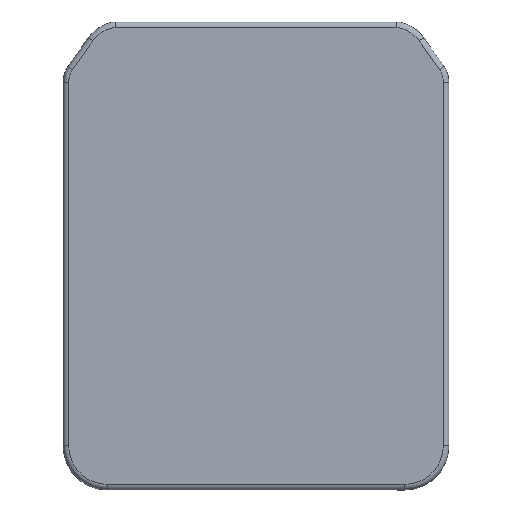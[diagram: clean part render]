
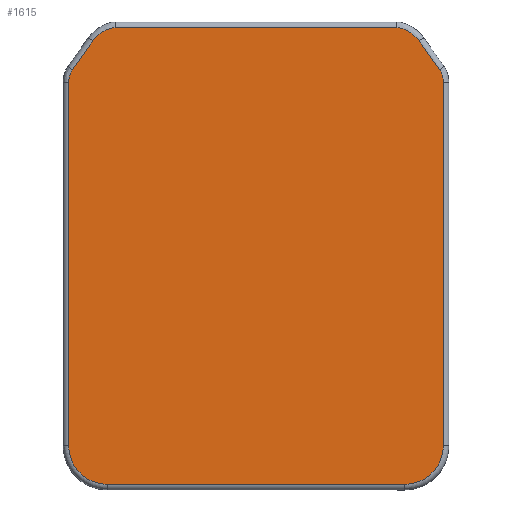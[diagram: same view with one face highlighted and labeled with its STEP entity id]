
A CAD part, top view. The second image highlights one B-rep face of the part: STEP entity #1615.
In plain terms, the highlighted planar face has unit normal (0, 0, 1).
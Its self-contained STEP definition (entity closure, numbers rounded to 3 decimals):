
#19=B_SPLINE_CURVE_WITH_KNOTS('',3,(#2528,#2529,#2530,#2531,#2532,#2533),
 .UNSPECIFIED.,.F.,.F.,(4,1,1,4),(-0.248,-0.177,
-0.106,0.),.UNSPECIFIED.);
#21=B_SPLINE_CURVE_WITH_KNOTS('',3,(#2594,#2595,#2596,#2597,#2598,#2599,
#2600,#2601,#2602),.UNSPECIFIED.,.F.,.F.,(4,1,1,1,1,1,4),(-0.482,
-0.447,-0.413,-0.344,-0.206,
-0.103,0.),.UNSPECIFIED.);
#23=B_SPLINE_CURVE_WITH_KNOTS('',3,(#2666,#2667,#2668,#2669,#2670,#2671,
#2672,#2673,#2674),.UNSPECIFIED.,.F.,.F.,(4,1,1,1,1,1,4),(-0.482,
-0.344,-0.206,-0.138,-0.069,
-0.034,0.),.UNSPECIFIED.);
#25=B_SPLINE_CURVE_WITH_KNOTS('',3,(#2718,#2719,#2720,#2721,#2722),
 .UNSPECIFIED.,.F.,.F.,(4,1,4),(-0.248,-0.106,0.),
 .UNSPECIFIED.);
#68=PLANE('',#1770);
#150=FACE_OUTER_BOUND('',#255,.T.);
#255=EDGE_LOOP('',(#1306,#1307,#1308,#1309,#1310,#1311,#1312,#1313,#1314,
#1315,#1316,#1317));
#367=LINE('',#2482,#527);
#368=LINE('',#2493,#528);
#370=LINE('',#2544,#530);
#372=LINE('',#2616,#532);
#374=LINE('',#2688,#534);
#376=LINE('',#2732,#536);
#527=VECTOR('',#2003,10.);
#528=VECTOR('',#2016,10.);
#530=VECTOR('',#2024,10.);
#532=VECTOR('',#2032,10.);
#534=VECTOR('',#2040,10.);
#536=VECTOR('',#2048,10.);
#671=CIRCLE('',#1745,6.932);
#682=CIRCLE('',#1762,6.932);
#760=VERTEX_POINT('',#2475);
#763=VERTEX_POINT('',#2480);
#765=VERTEX_POINT('',#2485);
#767=VERTEX_POINT('',#2491);
#769=VERTEX_POINT('',#2526);
#771=VERTEX_POINT('',#2542);
#773=VERTEX_POINT('',#2592);
#775=VERTEX_POINT('',#2614);
#777=VERTEX_POINT('',#2664);
#779=VERTEX_POINT('',#2686);
#781=VERTEX_POINT('',#2716);
#783=VERTEX_POINT('',#2730);
#933=EDGE_CURVE('',#763,#760,#367,.T.);
#935=EDGE_CURVE('',#765,#763,#671,.T.);
#938=EDGE_CURVE('',#767,#765,#368,.T.);
#941=EDGE_CURVE('',#769,#767,#19,.T.);
#944=EDGE_CURVE('',#771,#769,#370,.T.);
#947=EDGE_CURVE('',#773,#771,#21,.T.);
#950=EDGE_CURVE('',#775,#773,#372,.T.);
#953=EDGE_CURVE('',#777,#775,#23,.T.);
#956=EDGE_CURVE('',#779,#777,#374,.T.);
#959=EDGE_CURVE('',#781,#779,#25,.T.);
#962=EDGE_CURVE('',#783,#781,#376,.T.);
#964=EDGE_CURVE('',#760,#783,#682,.T.);
#1306=ORIENTED_EDGE('',*,*,#933,.F.);
#1307=ORIENTED_EDGE('',*,*,#935,.F.);
#1308=ORIENTED_EDGE('',*,*,#938,.F.);
#1309=ORIENTED_EDGE('',*,*,#941,.F.);
#1310=ORIENTED_EDGE('',*,*,#944,.F.);
#1311=ORIENTED_EDGE('',*,*,#947,.F.);
#1312=ORIENTED_EDGE('',*,*,#950,.F.);
#1313=ORIENTED_EDGE('',*,*,#953,.F.);
#1314=ORIENTED_EDGE('',*,*,#956,.F.);
#1315=ORIENTED_EDGE('',*,*,#959,.F.);
#1316=ORIENTED_EDGE('',*,*,#962,.F.);
#1317=ORIENTED_EDGE('',*,*,#964,.F.);
#1615=ADVANCED_FACE('',(#150),#68,.T.);
#1745=AXIS2_PLACEMENT_3D('',#2487,#2008,#2009);
#1762=AXIS2_PLACEMENT_3D('',#2735,#2052,#2053);
#1770=AXIS2_PLACEMENT_3D('',#2797,#2092,#2093);
#2003=DIRECTION('',(-1.,0.,0.));
#2008=DIRECTION('center_axis',(0.,0.,-1.));
#2009=DIRECTION('ref_axis',(0.707,-0.707,0.));
#2016=DIRECTION('',(0.,-1.,0.));
#2024=DIRECTION('',(0.577,-0.816,0.));
#2032=DIRECTION('',(1.,0.,0.));
#2040=DIRECTION('',(0.577,0.816,0.));
#2048=DIRECTION('',(0.,1.,0.));
#2052=DIRECTION('center_axis',(0.,0.,-1.));
#2053=DIRECTION('ref_axis',(-0.707,-0.707,0.));
#2092=DIRECTION('center_axis',(0.,0.,1.));
#2093=DIRECTION('ref_axis',(-1.,0.,0.));
#2475=CARTESIAN_POINT('',(-26.75,-12.682,28.1));
#2480=CARTESIAN_POINT('',(26.75,-12.682,28.1));
#2482=CARTESIAN_POINT('',(-13.375,-12.682,28.1));
#2485=CARTESIAN_POINT('',(33.682,-5.75,28.1));
#2487=CARTESIAN_POINT('Origin',(26.75,-5.75,28.1));
#2491=CARTESIAN_POINT('',(33.682,59.538,28.1));
#2493=CARTESIAN_POINT('',(33.682,11.317,28.1));
#2526=CARTESIAN_POINT('',(32.996,61.884,28.1));
#2528=CARTESIAN_POINT('Ctrl Pts',(32.996,61.884,28.1));
#2529=CARTESIAN_POINT('Ctrl Pts',(33.133,61.692,28.1));
#2530=CARTESIAN_POINT('Ctrl Pts',(33.356,61.272,28.1));
#2531=CARTESIAN_POINT('Ctrl Pts',(33.61,60.483,28.1));
#2532=CARTESIAN_POINT('Ctrl Pts',(33.682,59.893,28.1));
#2533=CARTESIAN_POINT('Ctrl Pts',(33.682,59.538,28.1));
#2542=CARTESIAN_POINT('',(29.348,67.044,28.1));
#2544=CARTESIAN_POINT('',(35.393,58.495,28.1));
#2592=CARTESIAN_POINT('',(25.336,69.45,28.1));
#2594=CARTESIAN_POINT('Ctrl Pts',(25.336,69.45,28.1));
#2595=CARTESIAN_POINT('Ctrl Pts',(25.45,69.45,28.1));
#2596=CARTESIAN_POINT('Ctrl Pts',(25.68,69.429,28.1));
#2597=CARTESIAN_POINT('Ctrl Pts',(26.129,69.336,28.1));
#2598=CARTESIAN_POINT('Ctrl Pts',(26.889,69.071,28.1));
#2599=CARTESIAN_POINT('Ctrl Pts',(27.794,68.562,28.1));
#2600=CARTESIAN_POINT('Ctrl Pts',(28.687,67.84,28.1));
#2601=CARTESIAN_POINT('Ctrl Pts',(29.149,67.325,28.1));
#2602=CARTESIAN_POINT('Ctrl Pts',(29.348,67.044,28.1));
#2614=CARTESIAN_POINT('',(-25.336,69.45,28.1));
#2616=CARTESIAN_POINT('',(12.668,69.45,28.1));
#2664=CARTESIAN_POINT('',(-29.348,67.044,28.1));
#2666=CARTESIAN_POINT('Ctrl Pts',(-29.348,67.044,28.1));
#2667=CARTESIAN_POINT('Ctrl Pts',(-29.083,67.419,28.1));
#2668=CARTESIAN_POINT('Ctrl Pts',(-28.442,68.084,28.1));
#2669=CARTESIAN_POINT('Ctrl Pts',(-27.498,68.742,28.1));
#2670=CARTESIAN_POINT('Ctrl Pts',(-26.673,69.147,28.1));
#2671=CARTESIAN_POINT('Ctrl Pts',(-26.129,69.336,28.1));
#2672=CARTESIAN_POINT('Ctrl Pts',(-25.68,69.429,28.1));
#2673=CARTESIAN_POINT('Ctrl Pts',(-25.45,69.45,28.1));
#2674=CARTESIAN_POINT('Ctrl Pts',(-25.336,69.45,28.1));
#2686=CARTESIAN_POINT('',(-32.996,61.884,28.1));
#2688=CARTESIAN_POINT('',(-33.569,61.075,28.1));
#2716=CARTESIAN_POINT('',(-33.682,59.538,28.1));
#2718=CARTESIAN_POINT('Ctrl Pts',(-33.682,59.538,28.1));
#2719=CARTESIAN_POINT('Ctrl Pts',(-33.682,60.011,28.1));
#2720=CARTESIAN_POINT('Ctrl Pts',(-33.549,60.837,28.1));
#2721=CARTESIAN_POINT('Ctrl Pts',(-33.201,61.595,28.1));
#2722=CARTESIAN_POINT('Ctrl Pts',(-32.996,61.884,28.1));
#2730=CARTESIAN_POINT('',(-33.682,-5.75,28.1));
#2732=CARTESIAN_POINT('',(-33.682,43.961,28.1));
#2735=CARTESIAN_POINT('Origin',(-26.75,-5.75,28.1));
#2797=CARTESIAN_POINT('Origin',(0.,28.384,28.1));
